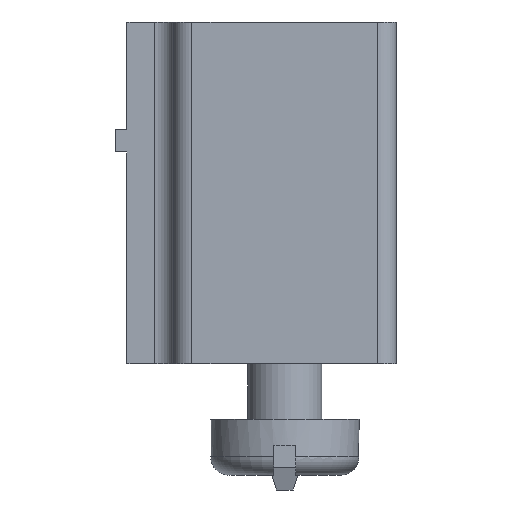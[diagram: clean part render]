
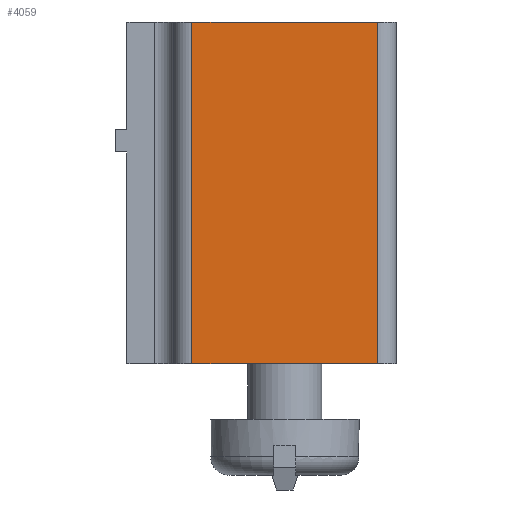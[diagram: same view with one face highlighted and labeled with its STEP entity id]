
A CAD part, left-side view. The second image highlights one B-rep face of the part: STEP entity #4059.
In plain terms, the highlighted planar face has unit normal (-1, 0, 0).
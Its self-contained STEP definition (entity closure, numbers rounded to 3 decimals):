
#44 = PLANE('',#45);
#45 = AXIS2_PLACEMENT_3D('',#46,#47,#48);
#46 = CARTESIAN_POINT('',(-6.9,-3.,0.));
#47 = DIRECTION('',(0.,0.,-1.));
#48 = DIRECTION('',(-1.,0.,0.));
#72 = CYLINDRICAL_SURFACE('',#73,0.5);
#73 = AXIS2_PLACEMENT_3D('',#74,#75,#76);
#74 = CARTESIAN_POINT('',(-6.4,-2.5,0.));
#75 = DIRECTION('',(0.,0.,1.));
#76 = DIRECTION('',(0.,-1.,0.));
#100 = PLANE('',#101);
#101 = AXIS2_PLACEMENT_3D('',#102,#103,#104);
#102 = CARTESIAN_POINT('',(-6.9,-3.,9.2));
#103 = DIRECTION('',(0.,0.,-1.));
#104 = DIRECTION('',(-1.,0.,0.));
#143 = VERTEX_POINT('',#144);
#144 = CARTESIAN_POINT('',(-6.9,-2.5,0.));
#166 = EDGE_CURVE('',#167,#143,#169,.T.);
#167 = VERTEX_POINT('',#168);
#168 = CARTESIAN_POINT('',(-6.9,2.5,0.));
#169 = SURFACE_CURVE('',#170,(#174,#181),.PCURVE_S1.);
#170 = LINE('',#171,#172);
#171 = CARTESIAN_POINT('',(-6.9,3.,0.));
#172 = VECTOR('',#173,1.);
#173 = DIRECTION('',(0.,-1.,0.));
#174 = PCURVE('',#44,#175);
#175 = DEFINITIONAL_REPRESENTATION('',(#176),#180);
#176 = LINE('',#177,#178);
#177 = CARTESIAN_POINT('',(0.,6.));
#178 = VECTOR('',#179,1.);
#179 = DIRECTION('',(0.,-1.));
#180 = ( GEOMETRIC_REPRESENTATION_CONTEXT(2)
PARAMETRIC_REPRESENTATION_CONTEXT() REPRESENTATION_CONTEXT('2D SPACE',''
) );
#181 = PCURVE('',#182,#187);
#182 = PLANE('',#183);
#183 = AXIS2_PLACEMENT_3D('',#184,#185,#186);
#184 = CARTESIAN_POINT('',(-6.9,3.,0.));
#185 = DIRECTION('',(1.,0.,0.));
#186 = DIRECTION('',(0.,-1.,0.));
#187 = DEFINITIONAL_REPRESENTATION('',(#188),#192);
#188 = LINE('',#189,#190);
#189 = CARTESIAN_POINT('',(0.,0.));
#190 = VECTOR('',#191,1.);
#191 = DIRECTION('',(1.,0.));
#192 = ( GEOMETRIC_REPRESENTATION_CONTEXT(2)
PARAMETRIC_REPRESENTATION_CONTEXT() REPRESENTATION_CONTEXT('2D SPACE',''
) );
#215 = CYLINDRICAL_SURFACE('',#216,0.5);
#216 = AXIS2_PLACEMENT_3D('',#217,#218,#219);
#217 = CARTESIAN_POINT('',(-6.4,2.5,0.));
#218 = DIRECTION('',(0.,0.,1.));
#219 = DIRECTION('',(0.,1.,0.));
#1214 = EDGE_CURVE('',#143,#1215,#1217,.T.);
#1215 = VERTEX_POINT('',#1216);
#1216 = CARTESIAN_POINT('',(-6.9,-2.5,9.2));
#1217 = SURFACE_CURVE('',#1218,(#1222,#1229),.PCURVE_S1.);
#1218 = LINE('',#1219,#1220);
#1219 = CARTESIAN_POINT('',(-6.9,-2.5,0.));
#1220 = VECTOR('',#1221,1.);
#1221 = DIRECTION('',(0.,0.,1.));
#1222 = PCURVE('',#72,#1223);
#1223 = DEFINITIONAL_REPRESENTATION('',(#1224),#1228);
#1224 = LINE('',#1225,#1226);
#1225 = CARTESIAN_POINT('',(-1.571,0.));
#1226 = VECTOR('',#1227,1.);
#1227 = DIRECTION('',(0.,1.));
#1228 = ( GEOMETRIC_REPRESENTATION_CONTEXT(2)
PARAMETRIC_REPRESENTATION_CONTEXT() REPRESENTATION_CONTEXT('2D SPACE',''
) );
#1229 = PCURVE('',#182,#1230);
#1230 = DEFINITIONAL_REPRESENTATION('',(#1231),#1235);
#1231 = LINE('',#1232,#1233);
#1232 = CARTESIAN_POINT('',(5.5,0.));
#1233 = VECTOR('',#1234,1.);
#1234 = DIRECTION('',(0.,-1.));
#1235 = ( GEOMETRIC_REPRESENTATION_CONTEXT(2)
PARAMETRIC_REPRESENTATION_CONTEXT() REPRESENTATION_CONTEXT('2D SPACE',''
) );
#1319 = EDGE_CURVE('',#1320,#1215,#1322,.T.);
#1320 = VERTEX_POINT('',#1321);
#1321 = CARTESIAN_POINT('',(-6.9,2.5,9.2));
#1322 = SURFACE_CURVE('',#1323,(#1327,#1334),.PCURVE_S1.);
#1323 = LINE('',#1324,#1325);
#1324 = CARTESIAN_POINT('',(-6.9,3.,9.2));
#1325 = VECTOR('',#1326,1.);
#1326 = DIRECTION('',(0.,-1.,0.));
#1327 = PCURVE('',#100,#1328);
#1328 = DEFINITIONAL_REPRESENTATION('',(#1329),#1333);
#1329 = LINE('',#1330,#1331);
#1330 = CARTESIAN_POINT('',(0.,6.));
#1331 = VECTOR('',#1332,1.);
#1332 = DIRECTION('',(0.,-1.));
#1333 = ( GEOMETRIC_REPRESENTATION_CONTEXT(2)
PARAMETRIC_REPRESENTATION_CONTEXT() REPRESENTATION_CONTEXT('2D SPACE',''
) );
#1334 = PCURVE('',#182,#1335);
#1335 = DEFINITIONAL_REPRESENTATION('',(#1336),#1340);
#1336 = LINE('',#1337,#1338);
#1337 = CARTESIAN_POINT('',(0.,-9.2));
#1338 = VECTOR('',#1339,1.);
#1339 = DIRECTION('',(1.,0.));
#1340 = ( GEOMETRIC_REPRESENTATION_CONTEXT(2)
PARAMETRIC_REPRESENTATION_CONTEXT() REPRESENTATION_CONTEXT('2D SPACE',''
) );
#4059 = ADVANCED_FACE('',(#4060),#182,.F.);
#4060 = FACE_BOUND('',#4061,.F.);
#4061 = EDGE_LOOP('',(#4062,#4063,#4084,#4085));
#4062 = ORIENTED_EDGE('',*,*,#166,.F.);
#4063 = ORIENTED_EDGE('',*,*,#4064,.T.);
#4064 = EDGE_CURVE('',#167,#1320,#4065,.T.);
#4065 = SURFACE_CURVE('',#4066,(#4070,#4077),.PCURVE_S1.);
#4066 = LINE('',#4067,#4068);
#4067 = CARTESIAN_POINT('',(-6.9,2.5,0.));
#4068 = VECTOR('',#4069,1.);
#4069 = DIRECTION('',(0.,0.,1.));
#4070 = PCURVE('',#182,#4071);
#4071 = DEFINITIONAL_REPRESENTATION('',(#4072),#4076);
#4072 = LINE('',#4073,#4074);
#4073 = CARTESIAN_POINT('',(0.5,0.));
#4074 = VECTOR('',#4075,1.);
#4075 = DIRECTION('',(0.,-1.));
#4076 = ( GEOMETRIC_REPRESENTATION_CONTEXT(2)
PARAMETRIC_REPRESENTATION_CONTEXT() REPRESENTATION_CONTEXT('2D SPACE',''
) );
#4077 = PCURVE('',#215,#4078);
#4078 = DEFINITIONAL_REPRESENTATION('',(#4079),#4083);
#4079 = LINE('',#4080,#4081);
#4080 = CARTESIAN_POINT('',(1.571,0.));
#4081 = VECTOR('',#4082,1.);
#4082 = DIRECTION('',(0.,1.));
#4083 = ( GEOMETRIC_REPRESENTATION_CONTEXT(2)
PARAMETRIC_REPRESENTATION_CONTEXT() REPRESENTATION_CONTEXT('2D SPACE',''
) );
#4084 = ORIENTED_EDGE('',*,*,#1319,.T.);
#4085 = ORIENTED_EDGE('',*,*,#1214,.F.);
